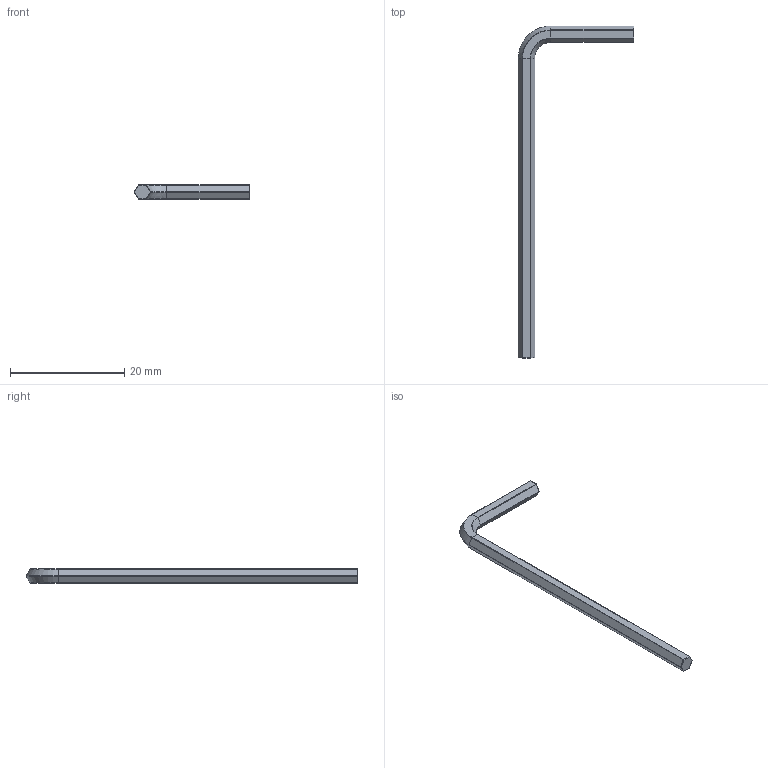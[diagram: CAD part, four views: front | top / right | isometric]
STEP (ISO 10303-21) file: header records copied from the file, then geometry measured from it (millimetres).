
FILE_DESCRIPTION (( 'STEP AP203' ), '1' );
FILE_NAME ('4200-0090-0025.STEP', '2018-02-13T20:00:54', ( '' ), ( '' ), 'SwSTEP 2.0', 'SolidWorks 2016', '' );
FILE_SCHEMA (( 'CONFIG_CONTROL_DESIGN' ));
Length unit declared in the file: millimetre
Products named in the file (1): 4200-0090-0025
Bounding box: 20.18 x 58.01 x 2.5 mm (x, y, z)
Volume: 397.7 mm3; surface area: 643.5 mm2
Topology: 1 solids, 1 shells, 64 faces, 133 edges, 67 vertices
Faces by surface type: cylinder 25, plane 16, sphere 12, torus 7, cone 4
Entity records: 1672 total; most frequent: DIRECTION 321, CARTESIAN_POINT 255, ORIENTED_EDGE 252, AXIS2_PLACEMENT_3D 130, EDGE_CURVE 126, CIRCLE 65, FACE_OUTER_BOUND 64, EDGE_LOOP 64
